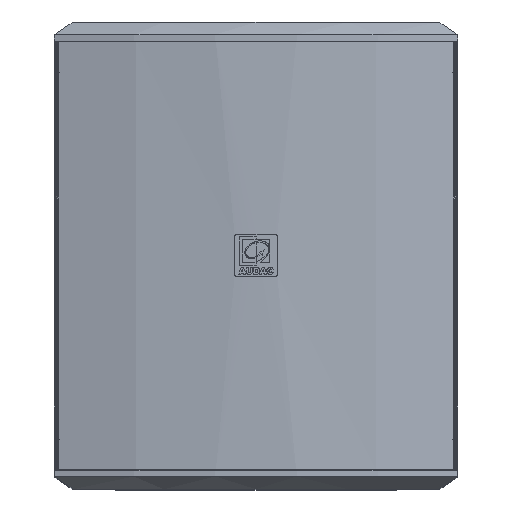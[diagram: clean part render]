
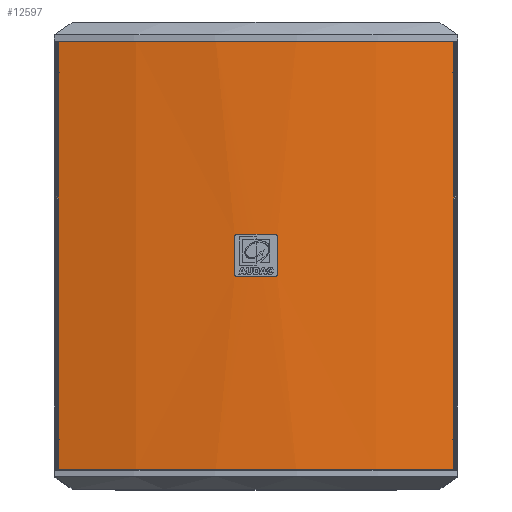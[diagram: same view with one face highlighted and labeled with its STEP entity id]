
A CAD part, top view. The second image highlights one B-rep face of the part: STEP entity #12597.
In plain terms, the highlighted cylindrical face has radius 705.731 mm (diameter 1411.46 mm), a partial arc.
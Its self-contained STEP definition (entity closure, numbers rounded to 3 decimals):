
#403=FACE_BOUND('',#2060,.T.);
#850=B_SPLINE_CURVE_WITH_KNOTS('',3,(#17815,#17816,#17817,#17818,#17819,
#17820,#17821,#17822,#17823,#17824),.UNSPECIFIED.,.F.,.F.,(4,2,2,2,4),(0.603,
0.678,0.753,0.829,0.904),
 .UNSPECIFIED.);
#851=B_SPLINE_CURVE_WITH_KNOTS('',3,(#17857,#17858,#17859,#17860,#17861,
#17862,#17863,#17864,#17865,#17866),.UNSPECIFIED.,.F.,.F.,(4,2,2,2,4),(0.904,
0.98,1.055,1.13,1.206),
 .UNSPECIFIED.);
#854=B_SPLINE_CURVE_WITH_KNOTS('',3,(#17902,#17903,#17904,#17905,#17906,
#17907,#17908,#17909,#17910,#17911),.UNSPECIFIED.,.F.,.F.,(4,2,2,2,4),(0.301,
0.377,0.452,0.527,0.603),
 .UNSPECIFIED.);
#855=B_SPLINE_CURVE_WITH_KNOTS('',3,(#17944,#17945,#17946,#17947,#17948,
#17949,#17950,#17951,#17952,#17953),.UNSPECIFIED.,.F.,.F.,(4,2,2,2,4),(0.,
0.075,0.151,0.226,0.301),
 .UNSPECIFIED.);
#1134=CYLINDRICAL_SURFACE('',#13374,705.731);
#1334=FACE_OUTER_BOUND('',#2059,.T.);
#2059=EDGE_LOOP('',(#8463,#8464,#8465,#8466));
#2060=EDGE_LOOP('',(#8467,#8468,#8469,#8470,#8471,#8472,#8473,#8474,#8475,
#8476));
#2752=LINE('',#17851,#3499);
#2759=LINE('',#17917,#3506);
#2961=LINE('',#19605,#3708);
#2962=LINE('',#19607,#3709);
#3499=VECTOR('',#14589,10.);
#3506=VECTOR('',#14614,10.);
#3708=VECTOR('',#15020,10.);
#3709=VECTOR('',#15023,10.);
#4254=CIRCLE('',#13258,705.731);
#4260=CIRCLE('',#13274,705.731);
#4262=CIRCLE('',#13278,705.731);
#4265=CIRCLE('',#13352,705.731);
#4267=CIRCLE('',#13357,705.731);
#4277=CIRCLE('',#13369,705.731);
#4804=VERTEX_POINT('',#17813);
#4805=VERTEX_POINT('',#17814);
#4808=VERTEX_POINT('',#17831);
#4809=VERTEX_POINT('',#17832);
#4815=VERTEX_POINT('',#17850);
#4817=VERTEX_POINT('',#17856);
#4823=VERTEX_POINT('',#17901);
#4825=VERTEX_POINT('',#17916);
#4829=VERTEX_POINT('',#17928);
#4830=VERTEX_POINT('',#17929);
#4965=VERTEX_POINT('',#19554);
#4966=VERTEX_POINT('',#19556);
#4983=VERTEX_POINT('',#19594);
#4984=VERTEX_POINT('',#19596);
#6046=EDGE_CURVE('',#4804,#4805,#850,.T.);
#6050=EDGE_CURVE('',#4808,#4809,#4254,.T.);
#6059=EDGE_CURVE('',#4815,#4804,#2752,.T.);
#6062=EDGE_CURVE('',#4809,#4817,#851,.T.);
#6071=EDGE_CURVE('',#4823,#4815,#854,.T.);
#6074=EDGE_CURVE('',#4817,#4825,#2759,.T.);
#6080=EDGE_CURVE('',#4829,#4830,#4260,.T.);
#6086=EDGE_CURVE('',#4830,#4823,#4262,.T.);
#6088=EDGE_CURVE('',#4825,#4829,#855,.T.);
#6303=EDGE_CURVE('',#4805,#4808,#4265,.T.);
#6307=EDGE_CURVE('',#4965,#4966,#4267,.T.);
#6327=EDGE_CURVE('',#4983,#4984,#4277,.T.);
#6332=EDGE_CURVE('',#4965,#4984,#2961,.T.);
#6333=EDGE_CURVE('',#4966,#4983,#2962,.T.);
#8463=ORIENTED_EDGE('',*,*,#6332,.T.);
#8464=ORIENTED_EDGE('',*,*,#6327,.F.);
#8465=ORIENTED_EDGE('',*,*,#6333,.F.);
#8466=ORIENTED_EDGE('',*,*,#6307,.F.);
#8467=ORIENTED_EDGE('',*,*,#6303,.T.);
#8468=ORIENTED_EDGE('',*,*,#6050,.T.);
#8469=ORIENTED_EDGE('',*,*,#6062,.T.);
#8470=ORIENTED_EDGE('',*,*,#6074,.T.);
#8471=ORIENTED_EDGE('',*,*,#6088,.T.);
#8472=ORIENTED_EDGE('',*,*,#6080,.T.);
#8473=ORIENTED_EDGE('',*,*,#6086,.T.);
#8474=ORIENTED_EDGE('',*,*,#6071,.T.);
#8475=ORIENTED_EDGE('',*,*,#6059,.T.);
#8476=ORIENTED_EDGE('',*,*,#6046,.T.);
#12597=ADVANCED_FACE('',(#1334,#403),#1134,.T.);
#13258=AXIS2_PLACEMENT_3D('',#17833,#14572,#14573);
#13274=AXIS2_PLACEMENT_3D('',#17930,#14624,#14625);
#13278=AXIS2_PLACEMENT_3D('',#17941,#14636,#14637);
#13352=AXIS2_PLACEMENT_3D('',#19545,#14962,#14963);
#13357=AXIS2_PLACEMENT_3D('',#19557,#14974,#14975);
#13369=AXIS2_PLACEMENT_3D('',#19597,#15008,#15009);
#13374=AXIS2_PLACEMENT_3D('',#19606,#15021,#15022);
#14572=DIRECTION('center_axis',(0.,-1.,0.));
#14573=DIRECTION('ref_axis',(-0.264,0.,0.964));
#14589=DIRECTION('',(0.,-1.,0.));
#14614=DIRECTION('',(0.,1.,0.));
#14624=DIRECTION('center_axis',(0.,1.,0.));
#14625=DIRECTION('ref_axis',(-0.264,0.,0.964));
#14636=DIRECTION('center_axis',(0.,1.,0.));
#14637=DIRECTION('ref_axis',(-0.264,0.,0.964));
#14962=DIRECTION('center_axis',(0.,-1.,0.));
#14963=DIRECTION('ref_axis',(-0.264,0.,0.964));
#14974=DIRECTION('center_axis',(0.,-1.,0.));
#14975=DIRECTION('ref_axis',(-0.264,0.,0.964));
#15008=DIRECTION('center_axis',(0.,1.,0.));
#15009=DIRECTION('ref_axis',(-0.264,0.,0.964));
#15020=DIRECTION('',(0.,1.,0.));
#15021=DIRECTION('center_axis',(0.,1.,0.));
#15022=DIRECTION('ref_axis',(-0.264,0.,0.964));
#15023=DIRECTION('',(0.,1.,0.));
#17813=CARTESIAN_POINT('',(20.,202.,228.217));
#17814=CARTESIAN_POINT('',(18.,200.,228.27));
#17815=CARTESIAN_POINT('Ctrl Pts',(20.,202.,228.217));
#17816=CARTESIAN_POINT('Ctrl Pts',(20.,201.749,228.217));
#17817=CARTESIAN_POINT('Ctrl Pts',(19.95,201.481,228.218));
#17818=CARTESIAN_POINT('Ctrl Pts',(19.746,200.988,228.224));
#17819=CARTESIAN_POINT('Ctrl Pts',(19.592,200.763,228.228));
#17820=CARTESIAN_POINT('Ctrl Pts',(19.237,200.408,228.238));
#17821=CARTESIAN_POINT('Ctrl Pts',(19.012,200.254,228.244));
#17822=CARTESIAN_POINT('Ctrl Pts',(18.519,200.05,228.257));
#17823=CARTESIAN_POINT('Ctrl Pts',(18.251,200.,228.264));
#17824=CARTESIAN_POINT('Ctrl Pts',(18.,200.,228.27));
#17831=CARTESIAN_POINT('',(0.,200.,228.5));
#17832=CARTESIAN_POINT('',(-18.,200.,228.27));
#17833=CARTESIAN_POINT('Origin',(0.,200.,-477.231));
#17850=CARTESIAN_POINT('',(20.,238.,228.217));
#17851=CARTESIAN_POINT('',(20.,220.,228.217));
#17856=CARTESIAN_POINT('',(-20.,202.,228.217));
#17857=CARTESIAN_POINT('Ctrl Pts',(-18.,200.,228.27));
#17858=CARTESIAN_POINT('Ctrl Pts',(-18.251,200.,228.264));
#17859=CARTESIAN_POINT('Ctrl Pts',(-18.519,200.05,228.257));
#17860=CARTESIAN_POINT('Ctrl Pts',(-19.012,200.254,228.244));
#17861=CARTESIAN_POINT('Ctrl Pts',(-19.237,200.408,228.238));
#17862=CARTESIAN_POINT('Ctrl Pts',(-19.592,200.763,228.228));
#17863=CARTESIAN_POINT('Ctrl Pts',(-19.746,200.988,228.224));
#17864=CARTESIAN_POINT('Ctrl Pts',(-19.95,201.481,228.218));
#17865=CARTESIAN_POINT('Ctrl Pts',(-20.,201.749,228.217));
#17866=CARTESIAN_POINT('Ctrl Pts',(-20.,202.,228.217));
#17901=CARTESIAN_POINT('',(18.,240.,228.27));
#17902=CARTESIAN_POINT('Ctrl Pts',(18.,240.,228.27));
#17903=CARTESIAN_POINT('Ctrl Pts',(18.251,240.,228.264));
#17904=CARTESIAN_POINT('Ctrl Pts',(18.519,239.95,228.257));
#17905=CARTESIAN_POINT('Ctrl Pts',(19.012,239.746,228.244));
#17906=CARTESIAN_POINT('Ctrl Pts',(19.237,239.592,228.238));
#17907=CARTESIAN_POINT('Ctrl Pts',(19.592,239.237,228.228));
#17908=CARTESIAN_POINT('Ctrl Pts',(19.746,239.012,228.224));
#17909=CARTESIAN_POINT('Ctrl Pts',(19.95,238.519,228.218));
#17910=CARTESIAN_POINT('Ctrl Pts',(20.,238.251,228.217));
#17911=CARTESIAN_POINT('Ctrl Pts',(20.,238.,228.217));
#17916=CARTESIAN_POINT('',(-20.,238.,228.217));
#17917=CARTESIAN_POINT('',(-20.,220.,228.217));
#17928=CARTESIAN_POINT('',(-18.,240.,228.27));
#17929=CARTESIAN_POINT('',(0.,240.,228.5));
#17930=CARTESIAN_POINT('Origin',(0.,240.,-477.231));
#17941=CARTESIAN_POINT('Origin',(0.,240.,-477.231));
#17944=CARTESIAN_POINT('Ctrl Pts',(-20.,238.,228.217));
#17945=CARTESIAN_POINT('Ctrl Pts',(-20.,238.251,228.217));
#17946=CARTESIAN_POINT('Ctrl Pts',(-19.95,238.519,228.218));
#17947=CARTESIAN_POINT('Ctrl Pts',(-19.746,239.012,228.224));
#17948=CARTESIAN_POINT('Ctrl Pts',(-19.592,239.237,228.228));
#17949=CARTESIAN_POINT('Ctrl Pts',(-19.237,239.592,228.238));
#17950=CARTESIAN_POINT('Ctrl Pts',(-19.012,239.746,228.244));
#17951=CARTESIAN_POINT('Ctrl Pts',(-18.519,239.95,228.257));
#17952=CARTESIAN_POINT('Ctrl Pts',(-18.251,240.,228.264));
#17953=CARTESIAN_POINT('Ctrl Pts',(-18.,240.,228.27));
#19545=CARTESIAN_POINT('Origin',(0.,200.,-477.231));
#19554=CARTESIAN_POINT('',(186.661,18.5,203.367));
#19556=CARTESIAN_POINT('',(-186.661,18.5,203.367));
#19557=CARTESIAN_POINT('Origin',(0.,18.5,
-477.231));
#19594=CARTESIAN_POINT('',(-186.661,421.5,203.367));
#19596=CARTESIAN_POINT('',(186.661,421.5,203.367));
#19597=CARTESIAN_POINT('Origin',(0.,421.5,-477.231));
#19605=CARTESIAN_POINT('',(186.661,220.,203.367));
#19606=CARTESIAN_POINT('Origin',(0.,220.,-477.231));
#19607=CARTESIAN_POINT('',(-186.661,220.,203.367));
